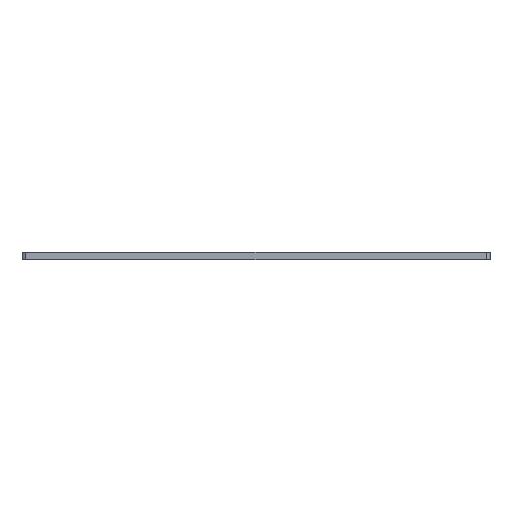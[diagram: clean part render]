
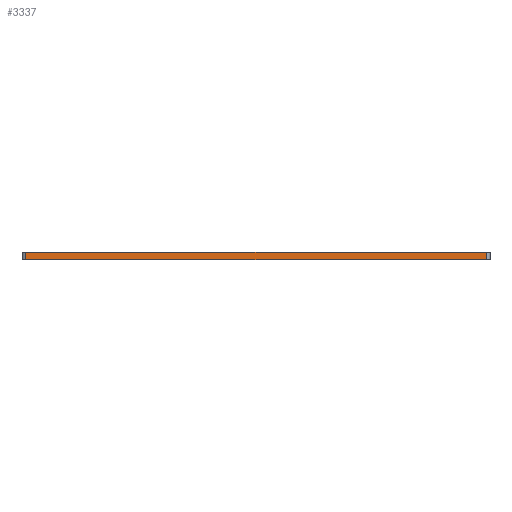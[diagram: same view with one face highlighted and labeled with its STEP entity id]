
A CAD part, front view. The second image highlights one B-rep face of the part: STEP entity #3337.
In plain terms, the highlighted face is planar.
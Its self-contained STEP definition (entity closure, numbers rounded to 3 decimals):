
#151=PLANE('',#3592);
#239=FACE_OUTER_BOUND('',#466,.T.);
#466=EDGE_LOOP('',(#2469,#2470,#2471,#2472));
#695=LINE('',#4810,#1023);
#777=LINE('',#5124,#1105);
#779=LINE('',#5128,#1107);
#780=LINE('',#5129,#1108);
#1023=VECTOR('',#3847,10.);
#1105=VECTOR('',#4081,10.);
#1107=VECTOR('',#4085,10.);
#1108=VECTOR('',#4086,10.);
#1504=VERTEX_POINT('',#4807);
#1505=VERTEX_POINT('',#4809);
#1661=VERTEX_POINT('',#5122);
#1662=VERTEX_POINT('',#5127);
#1826=EDGE_CURVE('',#1504,#1505,#695,.T.);
#1983=EDGE_CURVE('',#1661,#1504,#777,.T.);
#1985=EDGE_CURVE('',#1662,#1661,#779,.T.);
#1986=EDGE_CURVE('',#1505,#1662,#780,.T.);
#2469=ORIENTED_EDGE('',*,*,#1983,.F.);
#2470=ORIENTED_EDGE('',*,*,#1985,.F.);
#2471=ORIENTED_EDGE('',*,*,#1986,.F.);
#2472=ORIENTED_EDGE('',*,*,#1826,.F.);
#3337=ADVANCED_FACE('',(#239),#151,.T.);
#3592=AXIS2_PLACEMENT_3D('',#5126,#4083,#4084);
#3847=DIRECTION('',(1.,0.,0.));
#4081=DIRECTION('',(0.,0.,-1.));
#4083=DIRECTION('center_axis',(0.,1.,0.));
#4084=DIRECTION('ref_axis',(-1.,0.,0.));
#4085=DIRECTION('',(-1.,0.,0.));
#4086=DIRECTION('',(0.,0.,1.));
#4807=CARTESIAN_POINT('',(-59.,60.,0.));
#4809=CARTESIAN_POINT('',(59.,60.,0.));
#4810=CARTESIAN_POINT('',(-60.,60.,0.));
#5122=CARTESIAN_POINT('',(-59.,60.,2.));
#5124=CARTESIAN_POINT('',(-59.,60.,0.));
#5126=CARTESIAN_POINT('Origin',(60.,60.,0.));
#5127=CARTESIAN_POINT('',(59.,60.,2.));
#5128=CARTESIAN_POINT('',(-60.,60.,2.));
#5129=CARTESIAN_POINT('',(59.,60.,0.));
